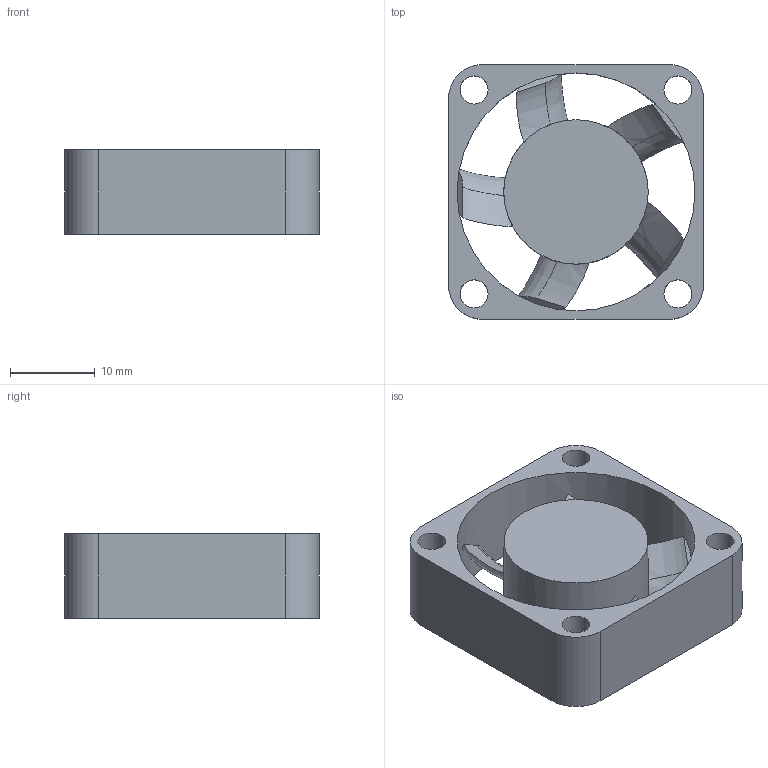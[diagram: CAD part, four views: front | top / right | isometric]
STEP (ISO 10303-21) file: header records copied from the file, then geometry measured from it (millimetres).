
FILE_DESCRIPTION(/* description */ (''),/* implementation_level */ '2;1');
FILE_NAME(/* name */ 'Untitled.step',/* time_stamp */ '2021-11-16T12:36:26+03:00',/* author */ (''),/* organization */ (''),/* preprocessor_version */ 'ST-DEVELOPER v18.1',/* originating_system */ 'Autodesk Translation Framework v10.10.0.1391',/* authorisation */ '');
FILE_SCHEMA (('AUTOMOTIVE_DESIGN { 1 0 10303 214 3 1 1 }'));
Length unit declared in the file: millimetre
Products named in the file (1): (Unsaved)
Bounding box: 30 x 30 x 10 mm (x, y, z)
Volume: 4772.8 mm3; surface area: 4295.9 mm2
Topology: 1 solids, 1 shells, 46 faces, 157 edges, 106 vertices
Faces by surface type: bspline 20, plane 14, cylinder 10, torus 2
Full cylindrical faces by diameter (mm): 3.3 x4, 17 x1, 28 x1
Entity records: 3144 total; most frequent: CARTESIAN_POINT 1885, ORIENTED_EDGE 314, DIRECTION 166, EDGE_CURVE 157, VERTEX_POINT 106, B_SPLINE_CURVE_WITH_KNOTS 80, EDGE_LOOP 67, AXIS2_PLACEMENT_3D 67
